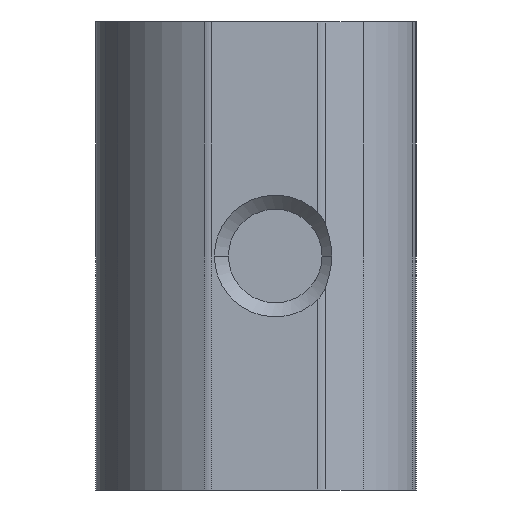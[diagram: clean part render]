
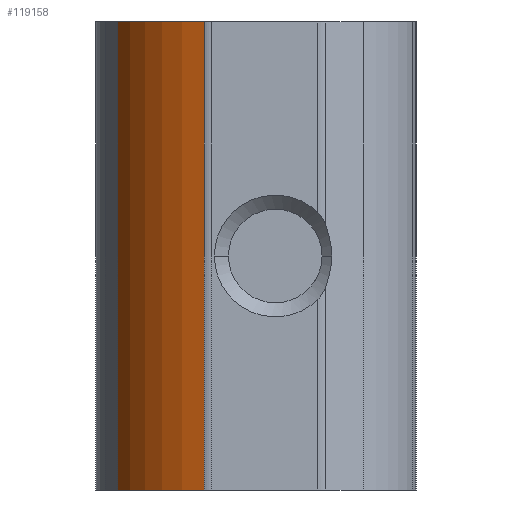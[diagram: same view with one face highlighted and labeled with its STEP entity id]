
A CAD part, front view. The second image highlights one B-rep face of the part: STEP entity #119158.
In plain terms, the highlighted cylindrical face has radius 8.85 mm (diameter 17.7 mm), a partial arc.
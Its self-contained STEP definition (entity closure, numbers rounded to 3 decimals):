
#19314 = CIRCLE ( 'NONE', #162013, 8.85 ) ;
#20368 = CARTESIAN_POINT ( 'NONE',  ( -3.793, 0.076, 0. ) ) ;
#27387 = DIRECTION ( 'NONE',  ( 0., 0., 1. ) ) ;
#32708 = EDGE_CURVE ( 'NONE', #259415, #62477, #127392, .T. ) ;
#38241 = VECTOR ( 'NONE', #27387, 1000. ) ;
#40040 = EDGE_LOOP ( 'NONE', ( #257330, #108432, #63051, #61855 ) ) ;
#47838 = DIRECTION ( 'NONE',  ( 0., 0., 1. ) ) ;
#49425 = AXIS2_PLACEMENT_3D ( 'NONE', #108509, #188741, #76815 ) ;
#50585 = EDGE_CURVE ( 'NONE', #142147, #62477, #19314, .T. ) ;
#50613 = FACE_OUTER_BOUND ( 'NONE', #40040, .T. ) ;
#61855 = ORIENTED_EDGE ( 'NONE', *, *, #32708, .T. ) ;
#62477 = VERTEX_POINT ( 'NONE', #20368 ) ;
#63051 = ORIENTED_EDGE ( 'NONE', *, *, #102931, .T. ) ;
#67557 = CARTESIAN_POINT ( 'NONE',  ( -8.421, 4.51, -25. ) ) ;
#76815 = DIRECTION ( 'NONE',  ( 0.94, -0.342, 0. ) ) ;
#80497 = CARTESIAN_POINT ( 'NONE',  ( -3.793, 0.076, -25. ) ) ;
#92063 = CARTESIAN_POINT ( 'NONE',  ( -0.4, 8.25, 0. ) ) ;
#102931 = EDGE_CURVE ( 'NONE', #218594, #259415, #256832, .T. ) ;
#108432 = ORIENTED_EDGE ( 'NONE', *, *, #157473, .F. ) ;
#108509 = CARTESIAN_POINT ( 'NONE',  ( -0.4, 8.25, -25. ) ) ;
#119158 = ADVANCED_FACE ( 'NONE', ( #50613 ), #208459, .T. ) ;
#127392 = LINE ( 'NONE', #211474, #38241 ) ;
#131563 = DIRECTION ( 'NONE',  ( 0.94, -0.342, 0. ) ) ;
#142147 = VERTEX_POINT ( 'NONE', #249520 ) ;
#143227 = CARTESIAN_POINT ( 'NONE',  ( -0.4, 8.25, -25. ) ) ;
#144526 = DIRECTION ( 'NONE',  ( 0.94, -0.342, 0. ) ) ;
#157473 = EDGE_CURVE ( 'NONE', #218594, #142147, #212164, .T. ) ;
#162013 = AXIS2_PLACEMENT_3D ( 'NONE', #92063, #215652, #131563 ) ;
#183146 = CARTESIAN_POINT ( 'NONE',  ( -8.421, 4.51, -25. ) ) ;
#184030 = DIRECTION ( 'NONE',  ( 0., 0., 1. ) ) ;
#188741 = DIRECTION ( 'NONE',  ( 0., 0., 1. ) ) ;
#204014 = VECTOR ( 'NONE', #47838, 1000. ) ;
#208459 = CYLINDRICAL_SURFACE ( 'NONE', #49425, 8.85 ) ;
#211474 = CARTESIAN_POINT ( 'NONE',  ( -3.793, 0.076, -25. ) ) ;
#212164 = LINE ( 'NONE', #67557, #204014 ) ;
#214946 = AXIS2_PLACEMENT_3D ( 'NONE', #143227, #184030, #144526 ) ;
#215652 = DIRECTION ( 'NONE',  ( 0., 0., 1. ) ) ;
#218594 = VERTEX_POINT ( 'NONE', #183146 ) ;
#249520 = CARTESIAN_POINT ( 'NONE',  ( -8.421, 4.51, 0. ) ) ;
#256832 = CIRCLE ( 'NONE', #214946, 8.85 ) ;
#257330 = ORIENTED_EDGE ( 'NONE', *, *, #50585, .F. ) ;
#259415 = VERTEX_POINT ( 'NONE', #80497 ) ;
